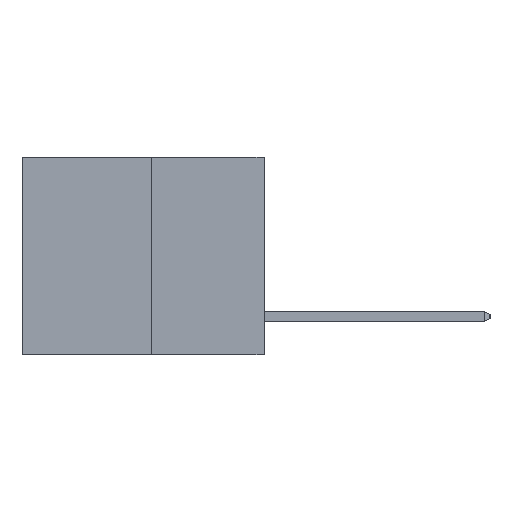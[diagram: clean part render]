
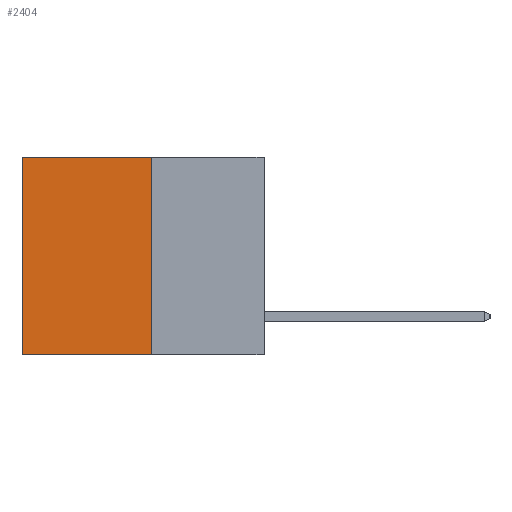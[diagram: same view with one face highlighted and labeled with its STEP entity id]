
A CAD part, left-side view. The second image highlights one B-rep face of the part: STEP entity #2404.
In plain terms, the highlighted planar face has unit normal (-1, 0, 0).
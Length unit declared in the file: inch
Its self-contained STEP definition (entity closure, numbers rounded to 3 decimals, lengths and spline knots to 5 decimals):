
#921 = ORIENTED_EDGE ( 'NONE', *, *, #1826, .F. ) ;
#1157 = DIRECTION ( 'NONE',  ( 0., 1., 0. ) ) ;
#1628 = ORIENTED_EDGE ( 'NONE', *, *, #7135, .F. ) ;
#1826 = EDGE_CURVE ( 'NONE', #5869, #12059, #6569, .T. ) ;
#2262 = LINE ( 'NONE', #11531, #2428 ) ;
#2404 = ADVANCED_FACE ( 'NONE', ( #6644 ), #3800, .F. ) ;
#2428 = VECTOR ( 'NONE', #6660, 39.37008 ) ;
#2804 = VERTEX_POINT ( 'NONE', #2868 ) ;
#2834 = ORIENTED_EDGE ( 'NONE', *, *, #12098, .T. ) ;
#2868 = CARTESIAN_POINT ( 'NONE',  ( 0.3165, 0.28, 0. ) ) ;
#3198 = VECTOR ( 'NONE', #12489, 39.37008 ) ;
#3253 = CARTESIAN_POINT ( 'NONE',  ( 0.3165, 0.6, 0. ) ) ;
#3750 = DIRECTION ( 'NONE',  ( 0., 1., 0. ) ) ;
#3800 = PLANE ( 'NONE',  #12152 ) ;
#5640 = CARTESIAN_POINT ( 'NONE',  ( 0.3165, 0.28, -0.49 ) ) ;
#5869 = VERTEX_POINT ( 'NONE', #8065 ) ;
#6152 = EDGE_LOOP ( 'NONE', ( #10058, #921, #1628, #2834 ) ) ;
#6243 = VERTEX_POINT ( 'NONE', #3253 ) ;
#6569 = LINE ( 'NONE', #10972, #8738 ) ;
#6644 = FACE_OUTER_BOUND ( 'NONE', #6152, .T. ) ;
#6660 = DIRECTION ( 'NONE',  ( 0., 0., -1. ) ) ;
#7135 = EDGE_CURVE ( 'NONE', #2804, #5869, #10771, .T. ) ;
#7159 = EDGE_CURVE ( 'NONE', #6243, #12059, #2262, .T. ) ;
#7532 = CARTESIAN_POINT ( 'NONE',  ( 0.3165, 0.6, -0.49 ) ) ;
#8065 = CARTESIAN_POINT ( 'NONE',  ( 0.3165, 0.28, -0.49 ) ) ;
#8569 = LINE ( 'NONE', #9690, #9815 ) ;
#8738 = VECTOR ( 'NONE', #1157, 39.37008 ) ;
#8862 = DIRECTION ( 'NONE',  ( 1., 0., 0. ) ) ;
#9690 = CARTESIAN_POINT ( 'NONE',  ( 0.3165, 0.28, 0. ) ) ;
#9815 = VECTOR ( 'NONE', #3750, 39.37008 ) ;
#10058 = ORIENTED_EDGE ( 'NONE', *, *, #7159, .T. ) ;
#10771 = LINE ( 'NONE', #5640, #3198 ) ;
#10972 = CARTESIAN_POINT ( 'NONE',  ( 0.3165, 0.28, -0.49 ) ) ;
#11531 = CARTESIAN_POINT ( 'NONE',  ( 0.3165, 0.6, -0.49 ) ) ;
#12059 = VERTEX_POINT ( 'NONE', #7532 ) ;
#12098 = EDGE_CURVE ( 'NONE', #2804, #6243, #8569, .T. ) ;
#12152 = AXIS2_PLACEMENT_3D ( 'NONE', #12694, #8862, #12644 ) ;
#12489 = DIRECTION ( 'NONE',  ( 0., 0., -1. ) ) ;
#12644 = DIRECTION ( 'NONE',  ( 0., 0., -1. ) ) ;
#12694 = CARTESIAN_POINT ( 'NONE',  ( 0.3165, 0.28, -0.49 ) ) ;
